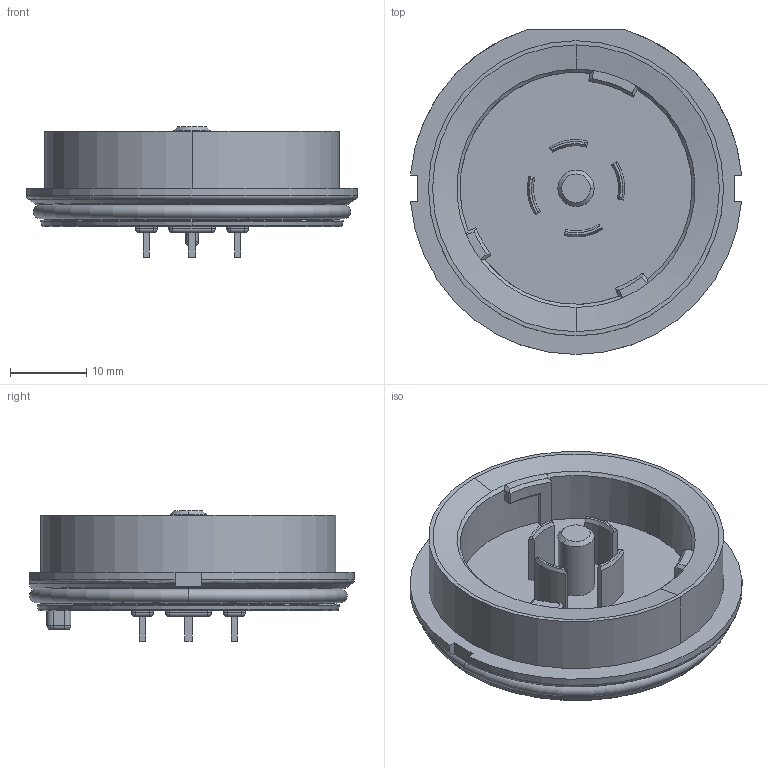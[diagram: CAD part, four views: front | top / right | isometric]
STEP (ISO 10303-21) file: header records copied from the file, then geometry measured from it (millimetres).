
FILE_DESCRIPTION((''),'2;1');
FILE_NAME('C-2213837-1','2018-02-23T',('workeradm'),('TE Connectivity Ltd.'),'CREO PARAMETRIC BY PTC INC, 2016050','CREO PARAMETRIC BY PTC INC, 2016050','');
FILE_SCHEMA(('AUTOMOTIVE_DESIGN { 1 0 10303 214 1 1 1 1 }'));
Length unit declared in the file: millimetre
Products named in the file (1): C-2213837-1
Bounding box: 43.36 x 42.55 x 17.05 mm (x, y, z)
Volume: 7865 mm3; surface area: 6623.9 mm2
Topology: 1 solids, 1 shells, 255 faces, 619 edges, 382 vertices
Faces by surface type: plane 112, cylinder 76, cone 26, torus 20, sphere 19, bspline 2
Entity records: 8531 total; most frequent: CARTESIAN_POINT 2486, DIRECTION 1274, ORIENTED_EDGE 1238, EDGE_CURVE 619, AXIS2_PLACEMENT_3D 461, VERTEX_POINT 382, VECTOR 352, LINE 352
